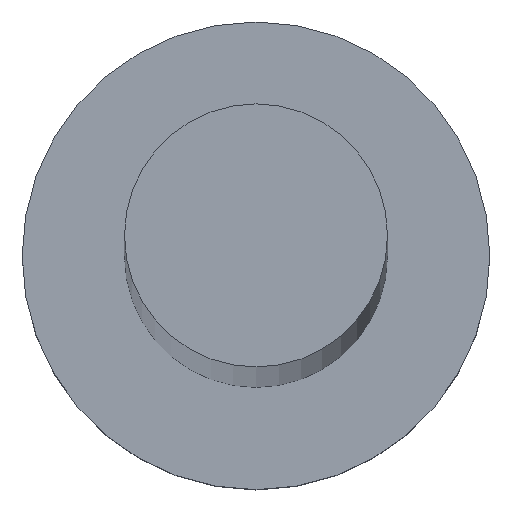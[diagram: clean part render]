
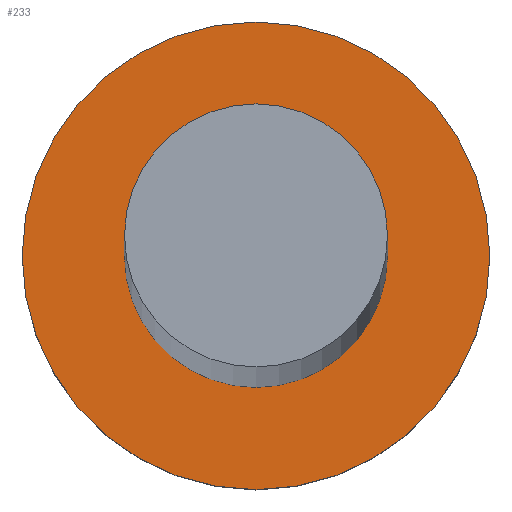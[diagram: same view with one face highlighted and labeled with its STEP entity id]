
A CAD part, top view. The second image highlights one B-rep face of the part: STEP entity #233.
In plain terms, the highlighted planar face has unit normal (0, 0, 1).
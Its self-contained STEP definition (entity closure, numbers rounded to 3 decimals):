
#3 = EDGE_LOOP ( 'NONE', ( #184, #49 ) ) ;
#15 = CARTESIAN_POINT ( 'NONE',  ( -2.25, 0., 3. ) ) ;
#16 = DIRECTION ( 'NONE',  ( 0., 0., 1. ) ) ;
#18 = CARTESIAN_POINT ( 'NONE',  ( 0., 0., 3. ) ) ;
#21 = CARTESIAN_POINT ( 'NONE',  ( 0., 0., 3. ) ) ;
#29 = AXIS2_PLACEMENT_3D ( 'NONE', #18, #16, #215 ) ;
#30 = ORIENTED_EDGE ( 'NONE', *, *, #171, .T. ) ;
#32 = CIRCLE ( 'NONE', #197, 2.25 ) ;
#42 = CIRCLE ( 'NONE', #186, 2.25 ) ;
#45 = EDGE_CURVE ( 'NONE', #125, #154, #32, .T. ) ;
#49 = ORIENTED_EDGE ( 'NONE', *, *, #45, .F. ) ;
#54 = FACE_OUTER_BOUND ( 'NONE', #107, .T. ) ;
#57 = CARTESIAN_POINT ( 'NONE',  ( 0., 0., 3. ) ) ;
#61 = CIRCLE ( 'NONE', #212, 4. ) ;
#74 = VERTEX_POINT ( 'NONE', #101 ) ;
#83 = DIRECTION ( 'NONE',  ( 1., 0., 0. ) ) ;
#85 = CARTESIAN_POINT ( 'NONE',  ( 0., 0., 3. ) ) ;
#92 = CIRCLE ( 'NONE', #29, 4. ) ;
#95 = CARTESIAN_POINT ( 'NONE',  ( -4., 0., 3. ) ) ;
#101 = CARTESIAN_POINT ( 'NONE',  ( 4., 0., 3. ) ) ;
#107 = EDGE_LOOP ( 'NONE', ( #30, #137 ) ) ;
#114 = EDGE_CURVE ( 'NONE', #154, #125, #42, .T. ) ;
#125 = VERTEX_POINT ( 'NONE', #155 ) ;
#127 = AXIS2_PLACEMENT_3D ( 'NONE', #57, #172, #128 ) ;
#128 = DIRECTION ( 'NONE',  ( 1., 0., 0. ) ) ;
#132 = DIRECTION ( 'NONE',  ( 0., 0., 1. ) ) ;
#134 = DIRECTION ( 'NONE',  ( 1., 0., 0. ) ) ;
#137 = ORIENTED_EDGE ( 'NONE', *, *, #188, .T. ) ;
#138 = DIRECTION ( 'NONE',  ( 1., 0., 0. ) ) ;
#143 = DIRECTION ( 'NONE',  ( 0., 0., 1. ) ) ;
#153 = CARTESIAN_POINT ( 'NONE',  ( 0., 0., 3. ) ) ;
#154 = VERTEX_POINT ( 'NONE', #15 ) ;
#155 = CARTESIAN_POINT ( 'NONE',  ( 2.25, 0., 3. ) ) ;
#171 = EDGE_CURVE ( 'NONE', #223, #74, #92, .T. ) ;
#172 = DIRECTION ( 'NONE',  ( 0., 0., 1. ) ) ;
#175 = DIRECTION ( 'NONE',  ( 0., 0., 1. ) ) ;
#184 = ORIENTED_EDGE ( 'NONE', *, *, #114, .F. ) ;
#186 = AXIS2_PLACEMENT_3D ( 'NONE', #21, #175, #83 ) ;
#188 = EDGE_CURVE ( 'NONE', #74, #223, #61, .T. ) ;
#190 = PLANE ( 'NONE',  #127 ) ;
#197 = AXIS2_PLACEMENT_3D ( 'NONE', #85, #143, #138 ) ;
#212 = AXIS2_PLACEMENT_3D ( 'NONE', #153, #132, #134 ) ;
#215 = DIRECTION ( 'NONE',  ( 1., 0., 0. ) ) ;
#223 = VERTEX_POINT ( 'NONE', #95 ) ;
#227 = FACE_BOUND ( 'NONE', #3, .T. ) ;
#233 = ADVANCED_FACE ( 'NONE', ( #227, #54 ), #190, .T. ) ;
